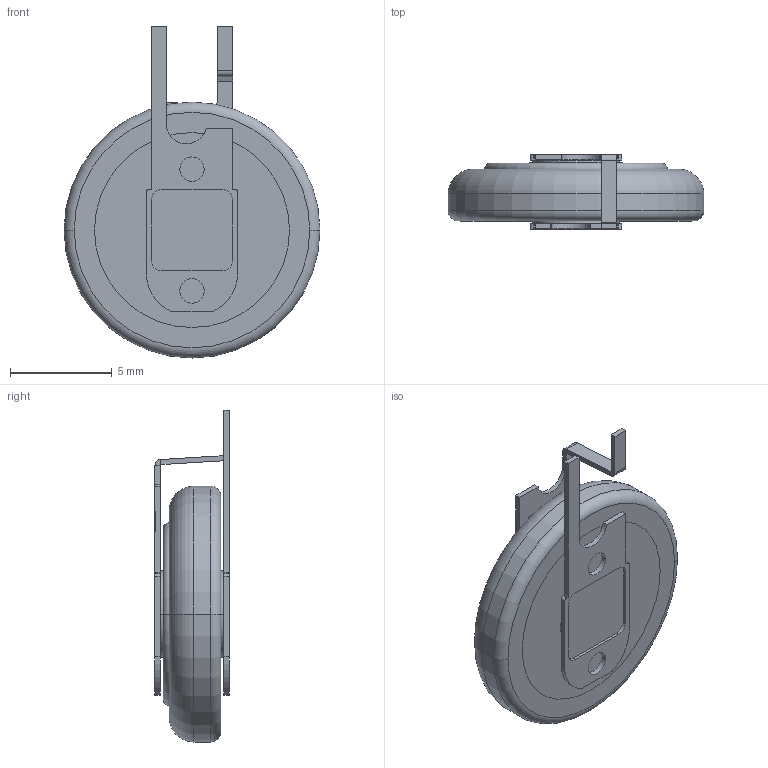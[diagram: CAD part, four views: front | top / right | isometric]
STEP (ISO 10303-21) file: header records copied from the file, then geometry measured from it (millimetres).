
FILE_DESCRIPTION (( 'STEP AP214' ), '1' );
FILE_NAME ('CR-1220(Slash)FCN.STEP', '2021-08-04T07:30:32', ( '' ), ( '' ), 'SwSTEP 2.0', 'SolidWorks 2017', '' );
FILE_SCHEMA (( 'AUTOMOTIVE_DESIGN' ));
Length unit declared in the file: millimetre
Products named in the file (1): CR-1220(Slash)FCN
Bounding box: 12.6 x 3.65 x 16.35 mm (x, y, z)
Volume: 342.5 mm3; surface area: 627.6 mm2
Topology: 3 solids, 3 shells, 113 faces, 280 edges, 180 vertices
Faces by surface type: plane 61, cylinder 46, torus 6
Entity records: 3432 total; most frequent: DIRECTION 614, CARTESIAN_POINT 574, ORIENTED_EDGE 560, EDGE_CURVE 280, AXIS2_PLACEMENT_3D 220, VERTEX_POINT 180, LINE 174, VECTOR 174
